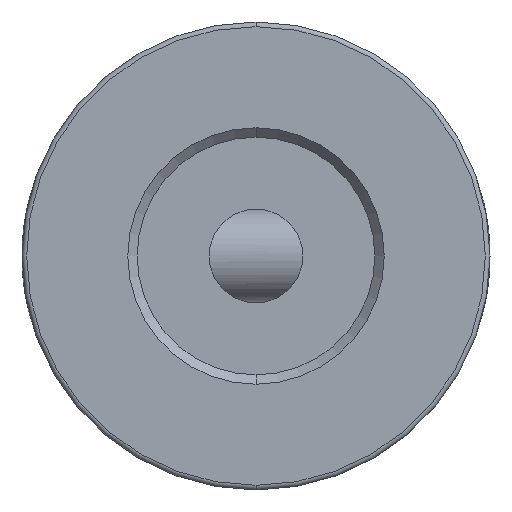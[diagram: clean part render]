
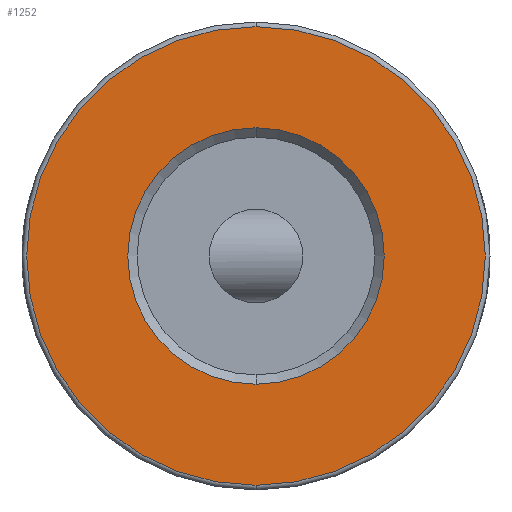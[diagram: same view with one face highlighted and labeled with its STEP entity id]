
A CAD part, front view. The second image highlights one B-rep face of the part: STEP entity #1252.
In plain terms, the highlighted planar face has unit normal (0, -1, 0).
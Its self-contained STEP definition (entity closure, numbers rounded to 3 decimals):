
#17 = EDGE_CURVE ( 'NONE', #824, #391, #2542, .T. ) ;
#263 = DIRECTION ( 'NONE',  ( 0., 0., 1. ) ) ;
#373 = AXIS2_PLACEMENT_3D ( 'NONE', #1280, #1602, #2403 ) ;
#387 = VERTEX_POINT ( 'NONE', #3431 ) ;
#391 = VERTEX_POINT ( 'NONE', #2638 ) ;
#402 = EDGE_CURVE ( 'NONE', #391, #824, #1206, .T. ) ;
#562 = CARTESIAN_POINT ( 'NONE',  ( -22.505, -49.402, 50. ) ) ;
#603 = DIRECTION ( 'NONE',  ( 0., 1., 0. ) ) ;
#753 = PLANE ( 'NONE',  #373 ) ;
#824 = VERTEX_POINT ( 'NONE', #2851 ) ;
#931 = AXIS2_PLACEMENT_3D ( 'NONE', #3289, #603, #2189 ) ;
#1167 = DIRECTION ( 'NONE',  ( 0., 0., 1. ) ) ;
#1206 = CIRCLE ( 'NONE', #1856, 12.25 ) ;
#1252 = ADVANCED_FACE ( 'NONE', ( #1855, #2940 ), #753, .F. ) ;
#1280 = CARTESIAN_POINT ( 'NONE',  ( -22.505, -49.402, 50. ) ) ;
#1321 = CIRCLE ( 'NONE', #931, 6.85 ) ;
#1411 = CARTESIAN_POINT ( 'NONE',  ( -22.505, -49.402, 50. ) ) ;
#1415 = ORIENTED_EDGE ( 'NONE', *, *, #3395, .T. ) ;
#1432 = EDGE_LOOP ( 'NONE', ( #2527, #2201 ) ) ;
#1602 = DIRECTION ( 'NONE',  ( 0., 1., 0. ) ) ;
#1855 = FACE_OUTER_BOUND ( 'NONE', #1432, .T. ) ;
#1856 = AXIS2_PLACEMENT_3D ( 'NONE', #2621, #2906, #263 ) ;
#2189 = DIRECTION ( 'NONE',  ( 0., 0., 1. ) ) ;
#2201 = ORIENTED_EDGE ( 'NONE', *, *, #402, .T. ) ;
#2222 = VERTEX_POINT ( 'NONE', #3430 ) ;
#2238 = DIRECTION ( 'NONE',  ( 0., -1., 0. ) ) ;
#2403 = DIRECTION ( 'NONE',  ( 0., 0., 1. ) ) ;
#2488 = CIRCLE ( 'NONE', #2941, 6.85 ) ;
#2527 = ORIENTED_EDGE ( 'NONE', *, *, #17, .T. ) ;
#2542 = CIRCLE ( 'NONE', #3262, 12.25 ) ;
#2621 = CARTESIAN_POINT ( 'NONE',  ( -22.505, -49.402, 50. ) ) ;
#2638 = CARTESIAN_POINT ( 'NONE',  ( -22.505, -49.402, 37.75 ) ) ;
#2757 = EDGE_LOOP ( 'NONE', ( #1415, #2920 ) ) ;
#2851 = CARTESIAN_POINT ( 'NONE',  ( -22.505, -49.402, 62.25 ) ) ;
#2870 = EDGE_CURVE ( 'NONE', #387, #2222, #1321, .T. ) ;
#2906 = DIRECTION ( 'NONE',  ( 0., -1., 0. ) ) ;
#2920 = ORIENTED_EDGE ( 'NONE', *, *, #2870, .T. ) ;
#2938 = DIRECTION ( 'NONE',  ( 0., 1., 0. ) ) ;
#2940 = FACE_BOUND ( 'NONE', #2757, .T. ) ;
#2941 = AXIS2_PLACEMENT_3D ( 'NONE', #562, #2938, #2956 ) ;
#2956 = DIRECTION ( 'NONE',  ( 0., 0., 1. ) ) ;
#3262 = AXIS2_PLACEMENT_3D ( 'NONE', #1411, #2238, #1167 ) ;
#3289 = CARTESIAN_POINT ( 'NONE',  ( -22.505, -49.402, 50. ) ) ;
#3395 = EDGE_CURVE ( 'NONE', #2222, #387, #2488, .T. ) ;
#3430 = CARTESIAN_POINT ( 'NONE',  ( -22.505, -49.402, 43.15 ) ) ;
#3431 = CARTESIAN_POINT ( 'NONE',  ( -22.505, -49.402, 56.85 ) ) ;
